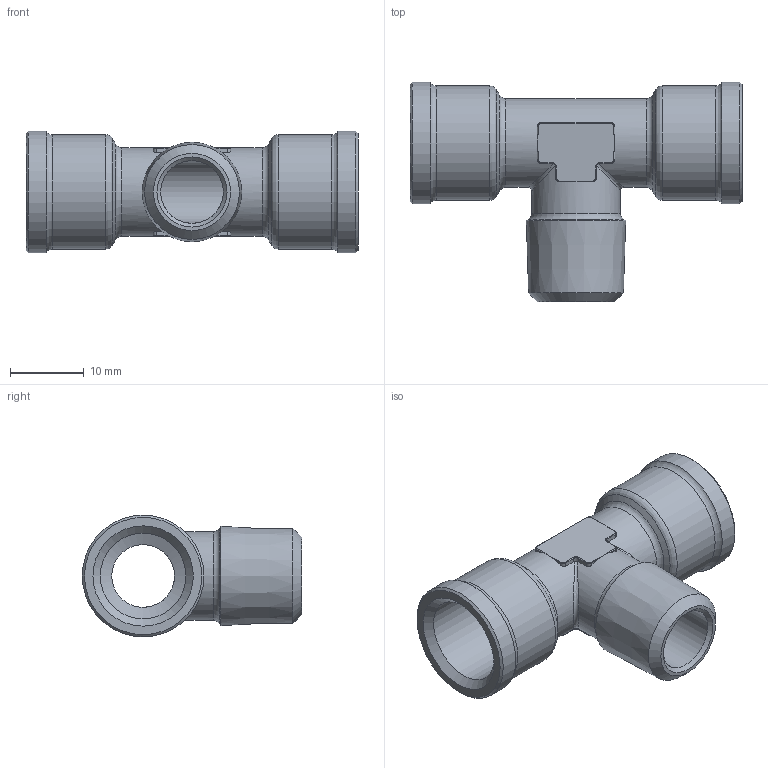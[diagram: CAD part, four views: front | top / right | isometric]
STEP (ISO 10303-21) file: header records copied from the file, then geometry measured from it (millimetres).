
FILE_DESCRIPTION(( 'RAL.24.14.14.stp' ), '1');
FILE_NAME( 'RAL.24.14.14.stp', '2021-02-22T10:31:59',( 'Sopra'),('sopra-pneumatic.com'), 'SwSTEP 2.0','SolidWorks 2009','' );
FILE_SCHEMA( ( 'CONFIG_CONTROL_DESIGN' ) );
Length unit declared in the file: millimetre
Products named in the file (1): NONE
Bounding box: 45 x 29.75 x 16.5 mm (x, y, z)
Volume: 4424.7 mm3; surface area: 4772.4 mm2
Topology: 1 solids, 1 shells, 124 faces, 304 edges, 170 vertices
Faces by surface type: cylinder 48, plane 27, torus 23, bspline 14, cone 12
Full cylindrical faces by diameter (mm): 8.5 x2, 11.6 x2, 12 x2, 15.5 x2, 16.5 x2
Entity records: 3918 total; most frequent: CARTESIAN_POINT 1221, DIRECTION 570, ORIENTED_EDGE 518, EDGE_CURVE 259, AXIS2_PLACEMENT_3D 242, VERTEX_POINT 167, EDGE_LOOP 158, FACE_OUTER_BOUND 141
